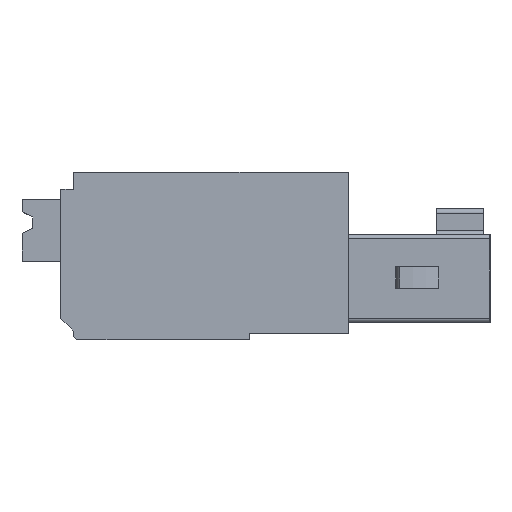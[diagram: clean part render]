
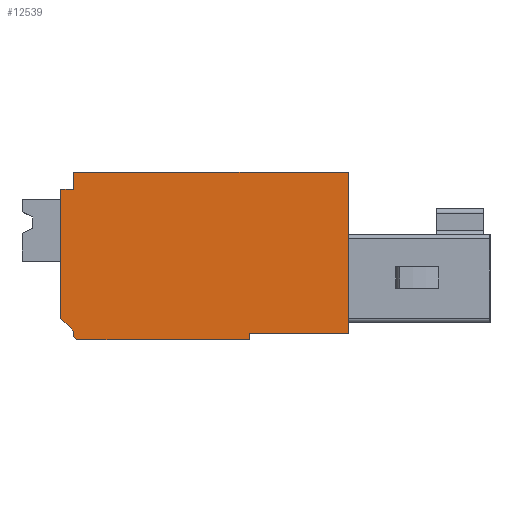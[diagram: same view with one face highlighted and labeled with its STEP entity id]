
A CAD part, left-side view. The second image highlights one B-rep face of the part: STEP entity #12539.
In plain terms, the highlighted planar face has unit normal (-1, 0, 0).
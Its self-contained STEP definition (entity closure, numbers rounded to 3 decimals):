
#606 = VECTOR ( 'NONE', #16697, 1000. ) ;
#898 = LINE ( 'NONE', #38212, #17422 ) ;
#1110 = ORIENTED_EDGE ( 'NONE', *, *, #36640, .T. ) ;
#1179 = VERTEX_POINT ( 'NONE', #6434 ) ;
#1520 = EDGE_CURVE ( 'NONE', #13801, #43114, #18334, .T. ) ;
#1651 = CARTESIAN_POINT ( 'NONE',  ( 0., 20., 0. ) ) ;
#2227 = ORIENTED_EDGE ( 'NONE', *, *, #24864, .T. ) ;
#2399 = CARTESIAN_POINT ( 'NONE',  ( 0., 20., 7.8 ) ) ;
#2870 = VECTOR ( 'NONE', #40409, 1000. ) ;
#3803 = CARTESIAN_POINT ( 'NONE',  ( 0., 20., 1. ) ) ;
#3983 = VERTEX_POINT ( 'NONE', #26050 ) ;
#4206 = CARTESIAN_POINT ( 'NONE',  ( 0., 20., 1. ) ) ;
#4311 = AXIS2_PLACEMENT_3D ( 'NONE', #42548, #12324, #32286 ) ;
#4634 = ORIENTED_EDGE ( 'NONE', *, *, #18882, .T. ) ;
#4946 = EDGE_CURVE ( 'NONE', #6222, #18070, #16192, .T. ) ;
#5105 = EDGE_CURVE ( 'NONE', #38532, #43098, #39979, .T. ) ;
#5288 = DIRECTION ( 'NONE',  ( 0., 0., 1. ) ) ;
#6222 = VERTEX_POINT ( 'NONE', #11387 ) ;
#6434 = CARTESIAN_POINT ( 'NONE',  ( 0., 19.4, 0.25 ) ) ;
#7027 = LINE ( 'NONE', #39921, #606 ) ;
#7810 = DIRECTION ( 'NONE',  ( 0., 0., -1. ) ) ;
#8156 = DIRECTION ( 'NONE',  ( 0., 0., 1. ) ) ;
#8181 = ORIENTED_EDGE ( 'NONE', *, *, #42582, .T. ) ;
#10594 = VECTOR ( 'NONE', #11247, 1000. ) ;
#11247 = DIRECTION ( 'NONE',  ( 0., 0., -1. ) ) ;
#11387 = CARTESIAN_POINT ( 'NONE',  ( 0., 19.4, 7.8 ) ) ;
#11571 = LINE ( 'NONE', #1651, #13784 ) ;
#11772 = VECTOR ( 'NONE', #38294, 1000. ) ;
#12324 = DIRECTION ( 'NONE',  ( -1., 0., 0. ) ) ;
#12539 = ADVANCED_FACE ( 'NONE', ( #26174 ), #22663, .F. ) ;
#12599 = CARTESIAN_POINT ( 'NONE',  ( 0., 6.6, 0.3 ) ) ;
#12654 = ORIENTED_EDGE ( 'NONE', *, *, #1520, .T. ) ;
#12739 = DIRECTION ( 'NONE',  ( 0., -1., 0. ) ) ;
#13784 = VECTOR ( 'NONE', #28061, 1000. ) ;
#13801 = VERTEX_POINT ( 'NONE', #37892 ) ;
#13854 = LINE ( 'NONE', #41261, #10594 ) ;
#14684 = ORIENTED_EDGE ( 'NONE', *, *, #16575, .T. ) ;
#15567 = ORIENTED_EDGE ( 'NONE', *, *, #5105, .T. ) ;
#15697 = VERTEX_POINT ( 'NONE', #36600 ) ;
#16192 = LINE ( 'NONE', #29569, #21884 ) ;
#16575 = EDGE_CURVE ( 'NONE', #1179, #3983, #27516, .T. ) ;
#16697 = DIRECTION ( 'NONE',  ( 0., 1., 0. ) ) ;
#17222 = CARTESIAN_POINT ( 'NONE',  ( 0., 6.6, 7.8 ) ) ;
#17422 = VECTOR ( 'NONE', #8156, 1000. ) ;
#17427 = VECTOR ( 'NONE', #5288, 1000. ) ;
#18018 = CARTESIAN_POINT ( 'NONE',  ( 0., 19.4, 0.4 ) ) ;
#18070 = VERTEX_POINT ( 'NONE', #17222 ) ;
#18144 = LINE ( 'NONE', #31486, #41688 ) ;
#18334 = LINE ( 'NONE', #34746, #17427 ) ;
#18882 = EDGE_CURVE ( 'NONE', #3983, #13801, #11571, .T. ) ;
#19243 = LINE ( 'NONE', #12599, #11772 ) ;
#19541 = VERTEX_POINT ( 'NONE', #28030 ) ;
#20751 = EDGE_LOOP ( 'NONE', ( #2227, #32736, #22027, #34540, #30441, #15567, #8181, #14684, #4634, #12654, #1110 ) ) ;
#21091 = EDGE_CURVE ( 'NONE', #6222, #19541, #18144, .T. ) ;
#21884 = VECTOR ( 'NONE', #23209, 1000. ) ;
#22027 = ORIENTED_EDGE ( 'NONE', *, *, #21091, .T. ) ;
#22102 = CARTESIAN_POINT ( 'NONE',  ( 0., 11.2, 0.3 ) ) ;
#22210 = LINE ( 'NONE', #41896, #38172 ) ;
#22663 = PLANE ( 'NONE',  #26540 ) ;
#23209 = DIRECTION ( 'NONE',  ( 0., -1., 0. ) ) ;
#23520 = EDGE_CURVE ( 'NONE', #38532, #28087, #898, .T. ) ;
#24864 = EDGE_CURVE ( 'NONE', #15697, #18070, #19243, .T. ) ;
#26050 = CARTESIAN_POINT ( 'NONE',  ( 0., 19.15, 0. ) ) ;
#26174 = FACE_OUTER_BOUND ( 'NONE', #20751, .T. ) ;
#26540 = AXIS2_PLACEMENT_3D ( 'NONE', #2399, #39507, #36218 ) ;
#27516 = CIRCLE ( 'NONE', #4311, 0.25 ) ;
#28030 = CARTESIAN_POINT ( 'NONE',  ( 0., 19.4, 7. ) ) ;
#28061 = DIRECTION ( 'NONE',  ( 0., -1., 0. ) ) ;
#28087 = VERTEX_POINT ( 'NONE', #37526 ) ;
#29569 = CARTESIAN_POINT ( 'NONE',  ( 0., 20., 7.8 ) ) ;
#30441 = ORIENTED_EDGE ( 'NONE', *, *, #23520, .F. ) ;
#31486 = CARTESIAN_POINT ( 'NONE',  ( 0., 19.4, 7.8 ) ) ;
#32286 = DIRECTION ( 'NONE',  ( 0., 0., 1. ) ) ;
#32736 = ORIENTED_EDGE ( 'NONE', *, *, #4946, .F. ) ;
#34540 = ORIENTED_EDGE ( 'NONE', *, *, #39691, .T. ) ;
#34746 = CARTESIAN_POINT ( 'NONE',  ( 0., 11.2, 0. ) ) ;
#36218 = DIRECTION ( 'NONE',  ( 0., 0., -1. ) ) ;
#36600 = CARTESIAN_POINT ( 'NONE',  ( 0., 6.6, 0.3 ) ) ;
#36640 = EDGE_CURVE ( 'NONE', #43114, #15697, #22210, .T. ) ;
#37526 = CARTESIAN_POINT ( 'NONE',  ( 0., 20., 7. ) ) ;
#37892 = CARTESIAN_POINT ( 'NONE',  ( 0., 11.2, 0. ) ) ;
#38172 = VECTOR ( 'NONE', #12739, 1000. ) ;
#38212 = CARTESIAN_POINT ( 'NONE',  ( 0., 20., 7.8 ) ) ;
#38294 = DIRECTION ( 'NONE',  ( 0., 0., 1. ) ) ;
#38532 = VERTEX_POINT ( 'NONE', #3803 ) ;
#39507 = DIRECTION ( 'NONE',  ( 1., 0., 0. ) ) ;
#39691 = EDGE_CURVE ( 'NONE', #19541, #28087, #7027, .T. ) ;
#39921 = CARTESIAN_POINT ( 'NONE',  ( 0., 19.4, 7. ) ) ;
#39979 = LINE ( 'NONE', #4206, #2870 ) ;
#40409 = DIRECTION ( 'NONE',  ( 0., -0.707, -0.707 ) ) ;
#41261 = CARTESIAN_POINT ( 'NONE',  ( 0., 19.4, 0.4 ) ) ;
#41688 = VECTOR ( 'NONE', #7810, 1000. ) ;
#41896 = CARTESIAN_POINT ( 'NONE',  ( 0., 11.2, 0.3 ) ) ;
#42548 = CARTESIAN_POINT ( 'NONE',  ( 0., 19.15, 0.25 ) ) ;
#42582 = EDGE_CURVE ( 'NONE', #43098, #1179, #13854, .T. ) ;
#43098 = VERTEX_POINT ( 'NONE', #18018 ) ;
#43114 = VERTEX_POINT ( 'NONE', #22102 ) ;
